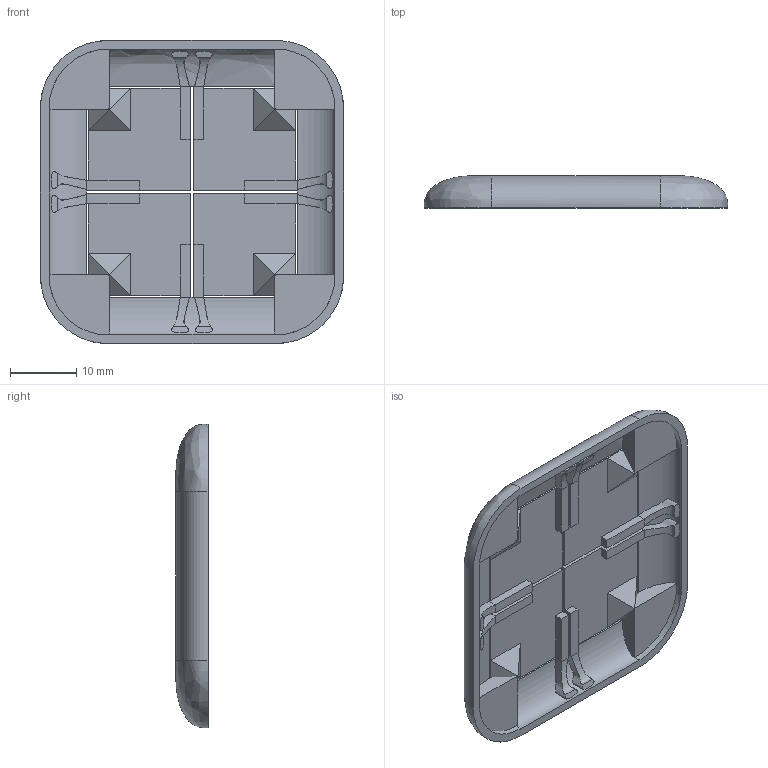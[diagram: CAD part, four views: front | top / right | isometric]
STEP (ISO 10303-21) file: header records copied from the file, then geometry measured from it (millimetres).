
FILE_DESCRIPTION(/* description */ (''),/* implementation_level */ '2;1');
FILE_NAME(/* name */ 'Remote Buttons.stp',/* time_stamp */ '2015-06-17T17:35:50-07:00',/* author */ ('Samuel Clay'),/* organization */ (''),/* preprocessor_version */ 'ST-DEVELOPER v16.1',/* originating_system */ 'Autodesk Inventor 2016',/* authorisation */ '');
FILE_SCHEMA (('AUTOMOTIVE_DESIGN { 1 0 10303 214 3 1 1 }'));
Length unit declared in the file: inch
Products named in the file (1): Remote Buttons
Bounding box: 45.78 x 4.83 x 45.78 mm (x, y, z)
Volume: 3654.2 mm3; surface area: 9249.9 mm2
Topology: 9 solids, 10 shells, 209 faces, 498 edges, 316 vertices
Faces by surface type: plane 127, bspline 70, cylinder 12
Entity records: 9868 total; most frequent: CARTESIAN_POINT 5573, ORIENTED_EDGE 978, DIRECTION 645, EDGE_CURVE 489, LINE 323, VECTOR 323, VERTEX_POINT 298, EDGE_LOOP 211
